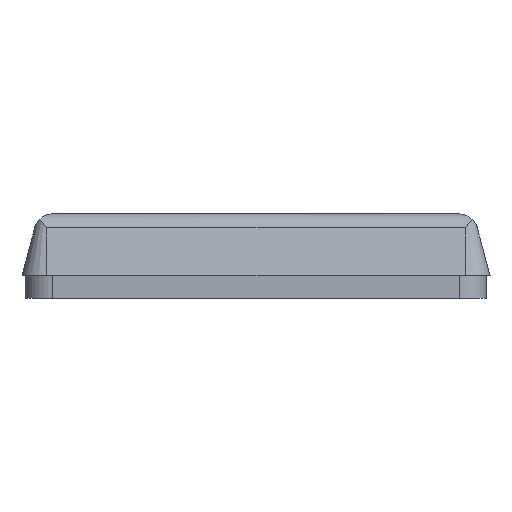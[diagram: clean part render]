
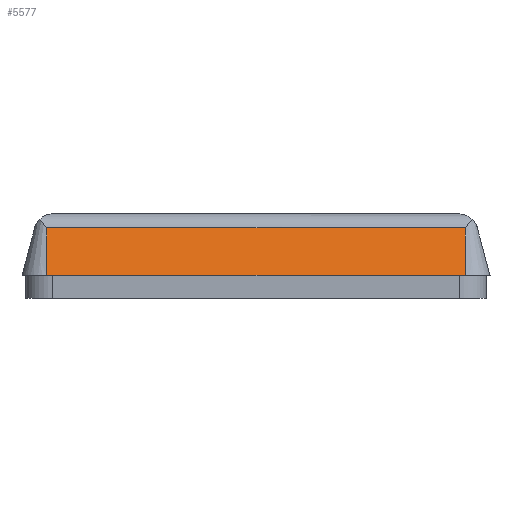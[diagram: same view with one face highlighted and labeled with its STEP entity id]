
A CAD part, left-side view. The second image highlights one B-rep face of the part: STEP entity #5577.
In plain terms, the highlighted planar face has unit normal (-0.966, 0, 0.259).
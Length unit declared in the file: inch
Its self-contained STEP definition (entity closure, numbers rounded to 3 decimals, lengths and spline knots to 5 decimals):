
#318 = ORIENTED_EDGE ( 'NONE', *, *, #6227, .F. ) ;
#349 = DIRECTION ( 'NONE',  ( 0., -1., 0. ) ) ;
#1066 = LINE ( 'NONE', #3299, #1744 ) ;
#1082 = CARTESIAN_POINT ( 'NONE',  ( -5266.97429, 1.07449, -19645.66929 ) ) ;
#1603 = LINE ( 'NONE', #3947, #5106 ) ;
#1669 = EDGE_CURVE ( 'NONE', #2104, #3450, #2961, .T. ) ;
#1744 = VECTOR ( 'NONE', #5128, 39.37008 ) ;
#1838 = CARTESIAN_POINT ( 'NONE',  ( -2.93307, 1.07449, 0. ) ) ;
#2076 = CARTESIAN_POINT ( 'NONE',  ( -2.86815, 1.07449, 0.24229 ) ) ;
#2104 = VERTEX_POINT ( 'NONE', #4773 ) ;
#2317 = PLANE ( 'NONE',  #4807 ) ;
#2655 = VERTEX_POINT ( 'NONE', #2076 ) ;
#2808 = ORIENTED_EDGE ( 'NONE', *, *, #6187, .F. ) ;
#2961 = LINE ( 'NONE', #1838, #5660 ) ;
#3299 = CARTESIAN_POINT ( 'NONE',  ( -5266.97429, -1.07449, -19645.66929 ) ) ;
#3450 = VERTEX_POINT ( 'NONE', #5169 ) ;
#3551 = CARTESIAN_POINT ( 'NONE',  ( -2.93307, 1.07449, 0. ) ) ;
#3913 = DIRECTION ( 'NONE',  ( 0.259, 0., 0.966 ) ) ;
#3947 = CARTESIAN_POINT ( 'NONE',  ( -2.86815, 3.93701, 0.24229 ) ) ;
#3986 = CARTESIAN_POINT ( 'NONE',  ( -2.86815, -1.07449, 0.24229 ) ) ;
#4148 = FACE_OUTER_BOUND ( 'NONE', #5406, .T. ) ;
#4707 = ORIENTED_EDGE ( 'NONE', *, *, #4774, .F. ) ;
#4773 = CARTESIAN_POINT ( 'NONE',  ( -2.93307, 1.07449, 0. ) ) ;
#4774 = EDGE_CURVE ( 'NONE', #7324, #3450, #1066, .T. ) ;
#4807 = AXIS2_PLACEMENT_3D ( 'NONE', #3551, #7074, #6414 ) ;
#5106 = VECTOR ( 'NONE', #349, 39.37008 ) ;
#5128 = DIRECTION ( 'NONE',  ( -0.259, 0., -0.966 ) ) ;
#5169 = CARTESIAN_POINT ( 'NONE',  ( -2.93307, -1.07449, 0. ) ) ;
#5406 = EDGE_LOOP ( 'NONE', ( #318, #6652, #4707, #2808 ) ) ;
#5577 = ADVANCED_FACE ( 'NONE', ( #4148 ), #2317, .T. ) ;
#5660 = VECTOR ( 'NONE', #6327, 39.37008 ) ;
#6187 = EDGE_CURVE ( 'NONE', #2655, #7324, #1603, .T. ) ;
#6227 = EDGE_CURVE ( 'NONE', #2104, #2655, #7480, .T. ) ;
#6327 = DIRECTION ( 'NONE',  ( 0., -1., 0. ) ) ;
#6414 = DIRECTION ( 'NONE',  ( 0.259, 0., 0.966 ) ) ;
#6652 = ORIENTED_EDGE ( 'NONE', *, *, #1669, .T. ) ;
#7068 = VECTOR ( 'NONE', #3913, 39.37008 ) ;
#7074 = DIRECTION ( 'NONE',  ( -0.966, 0., 0.259 ) ) ;
#7324 = VERTEX_POINT ( 'NONE', #3986 ) ;
#7480 = LINE ( 'NONE', #1082, #7068 ) ;
